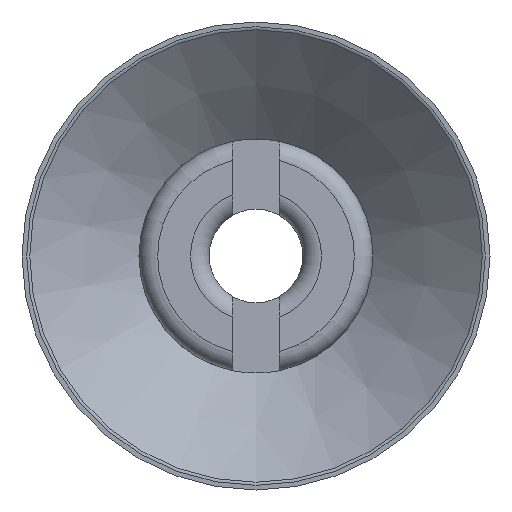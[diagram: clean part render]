
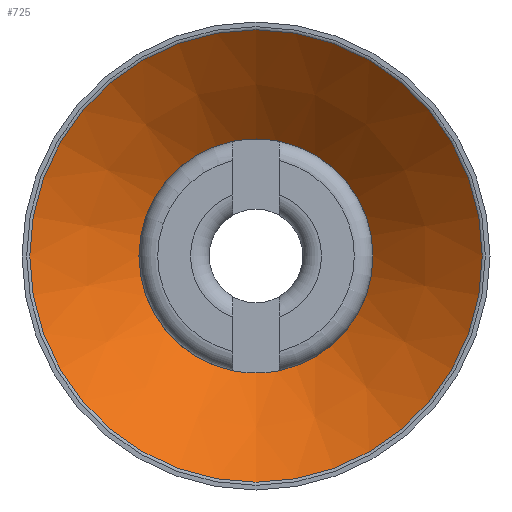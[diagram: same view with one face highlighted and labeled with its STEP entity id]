
A CAD part, front view. The second image highlights one B-rep face of the part: STEP entity #725.
In plain terms, the highlighted conical face has half-angle 48.391 degrees and reference radius 2.5 mm.
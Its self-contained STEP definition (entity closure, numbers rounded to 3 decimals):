
#26=CONICAL_SURFACE('',#816,2.5,0.845);
#96=CIRCLE('',#787,2.5);
#112=CIRCLE('',#817,4.834);
#208=ORIENTED_EDGE('',*,*,#393,.T.);
#209=ORIENTED_EDGE('',*,*,#349,.F.);
#349=EDGE_CURVE('',#440,#440,#96,.T.);
#393=EDGE_CURVE('',#470,#470,#112,.T.);
#440=VERTEX_POINT('',#1168);
#470=VERTEX_POINT('',#1292);
#578=EDGE_LOOP('',(#208));
#579=EDGE_LOOP('',(#209));
#650=FACE_BOUND('',#578,.T.);
#651=FACE_BOUND('',#579,.T.);
#725=ADVANCED_FACE('',(#650,#651),#26,.F.);
#787=AXIS2_PLACEMENT_3D('',#1167,#910,#911);
#816=AXIS2_PLACEMENT_3D('',#1290,#984,#985);
#817=AXIS2_PLACEMENT_3D('',#1291,#986,#987);
#910=DIRECTION('',(0.,-1.,0.));
#911=DIRECTION('',(0.,0.,-1.));
#984=DIRECTION('',(0.,-1.,0.));
#985=DIRECTION('',(0.,0.,-1.));
#986=DIRECTION('',(0.,-1.,0.));
#987=DIRECTION('',(0.,0.,-1.));
#1167=CARTESIAN_POINT('',(0.,2.098,0.));
#1168=CARTESIAN_POINT('',(0.,2.098,-2.5));
#1290=CARTESIAN_POINT('',(0.,2.098,0.));
#1291=CARTESIAN_POINT('',(0.,0.025,0.));
#1292=CARTESIAN_POINT('',(0.,0.025,-4.834));
